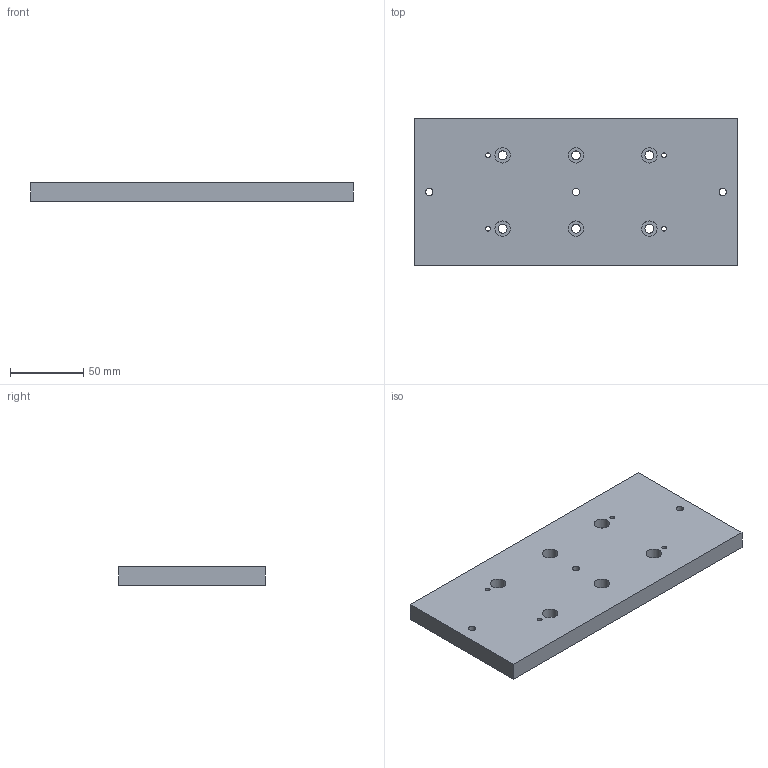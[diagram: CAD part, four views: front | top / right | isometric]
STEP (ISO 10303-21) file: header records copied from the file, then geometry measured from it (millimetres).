
FILE_DESCRIPTION(/* description */ (''),/* implementation_level */ '2;1');
FILE_NAME(/* name */ 'X95carrier-to-M605-adapter-V1.stp',/* time_stamp */ '2019-01-28T14:29:04+01:00',/* author */ ('voigt'),/* organization */ (''),/* preprocessor_version */ 'ST-DEVELOPER v16.1',/* originating_system */ 'Autodesk Inventor 2016',/* authorisation */ '');
FILE_SCHEMA (('AUTOMOTIVE_DESIGN { 1 0 10303 214 3 1 1 }'));
Length unit declared in the file: millimetre
Products named in the file (1): X95carrier-to-M605-adapter-V1
Bounding box: 220 x 100 x 12.5 mm (x, y, z)
Volume: 269305.3 mm3; surface area: 54576.7 mm2
Topology: 1 solids, 1 shells, 31 faces, 76 edges, 53 vertices
Faces by surface type: cylinder 19, plane 12
Full cylindrical faces by diameter (mm): 3.242 x4, 4.917 x3, 6 x6, 10.5 x6
Entity records: 862 total; most frequent: DIRECTION 152, CARTESIAN_POINT 128, ORIENTED_EDGE 100, EDGE_LOOP 82, AXIS2_PLACEMENT_3D 70, FACE_BOUND 51, EDGE_CURVE 50, VERTEX_POINT 46
